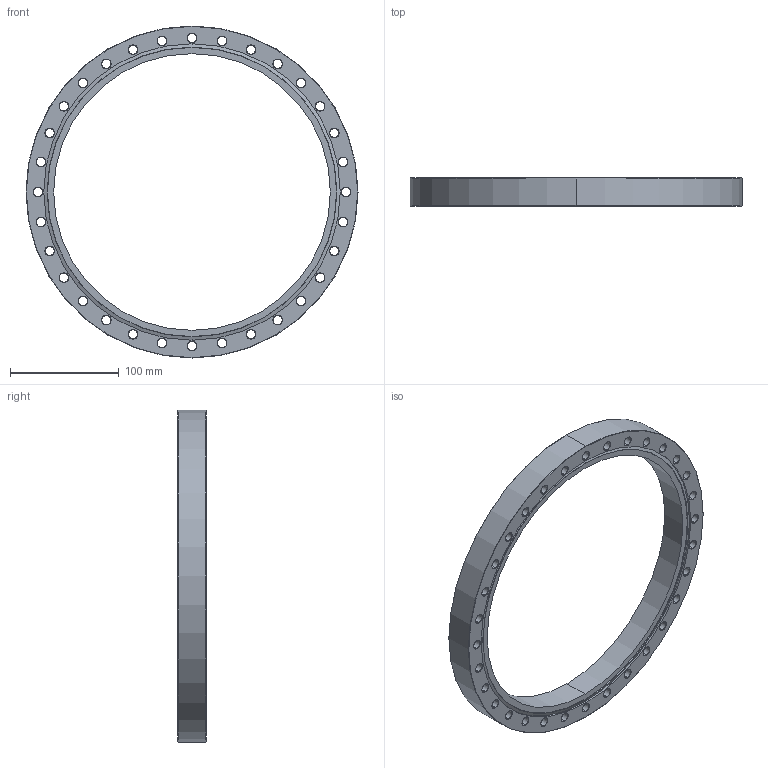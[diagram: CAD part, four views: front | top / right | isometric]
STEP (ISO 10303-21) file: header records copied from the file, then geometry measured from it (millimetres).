
FILE_DESCRIPTION (( 'STEP AP214' ), '1' );
FILE_NAME ('Hositrad_CF250-250D_DoubleSided.STEP', '2010-10-26T15:10:33', ( 'Hositrad' ), ( 'Hositrad' ), 'SwSTEP 2.0', 'SolidWorks 2010', '' );
FILE_SCHEMA (( 'AUTOMOTIVE_DESIGN' ));
Length unit declared in the file: millimetre
Products named in the file (1): Hositrad_CF250-250D_DoubleSided
Bounding box: 306 x 25.9 x 306 mm (x, y, z)
Volume: 518071.7 mm3; surface area: 110372.4 mm2
Topology: 1 solids, 1 shells, 216 faces, 496 edges, 284 vertices
Faces by surface type: cone 140, cylinder 72, plane 4
Entity records: 6230 total; most frequent: DIRECTION 1214, CARTESIAN_POINT 997, ORIENTED_EDGE 992, AXIS2_PLACEMENT_3D 501, EDGE_CURVE 496, EDGE_LOOP 284, VERTEX_POINT 284, CIRCLE 284
